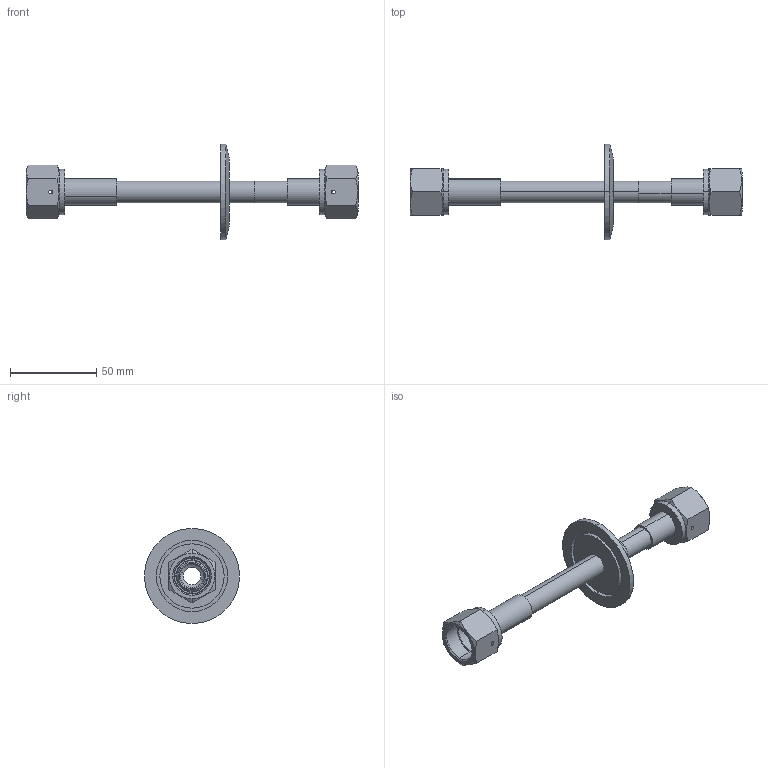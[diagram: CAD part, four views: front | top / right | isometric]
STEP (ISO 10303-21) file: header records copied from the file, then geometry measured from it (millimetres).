
FILE_DESCRIPTION (( 'STEP AP214' ), '1' );
FILE_NAME ('460-VCR-FF-1270-K40.STEP', '2022-10-24T08:07:40', ( '' ), ( '' ), 'SwSTEP 2.0', 'SolidWorks 2017', '' );
FILE_SCHEMA (( 'AUTOMOTIVE_DESIGN' ));
Length unit declared in the file: millimetre
Products named in the file (6): 880S-TUBE12.7X1.2_L=89,13; 9460-VCR-1_2-NUT; 9460-VCR-FF-1270-K40_431-KF40-B; 460-VCR-FF-1270-K40; 9460-VCR1_2-WELD-SO; 9460-VCR1_2-WELD
Assembly tree (6 placements, depth 2):
  460-VCR-FF-1270-K40
    9460-VCR-FF-1270-K40_431-KF40-B
    880S-TUBE12.7X1.2_L=89,13
    9460-VCR1_2-WELD
    9460-VCR-1_2-NUT  x2
    9460-VCR1_2-WELD-SO
Bounding box: 192.05 x 55 x 55 mm (x, y, z)
Volume: 35412.6 mm3; surface area: 31476.2 mm2
Topology: 8 solids, 8 shells, 133 faces, 282 edges, 174 vertices
Faces by surface type: cylinder 64, plane 37, cone 32
Entity records: 3421 total; most frequent: CARTESIAN_POINT 622, DIRECTION 498, ORIENTED_EDGE 396, AXIS2_PLACEMENT_3D 212, EDGE_CURVE 198, VERTEX_POINT 124, EDGE_LOOP 120, CIRCLE 108
